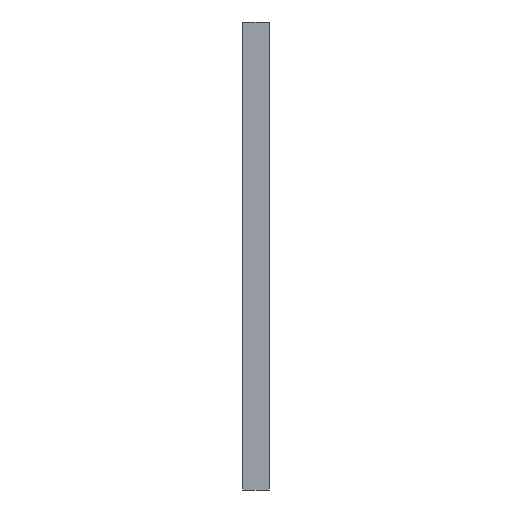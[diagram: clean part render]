
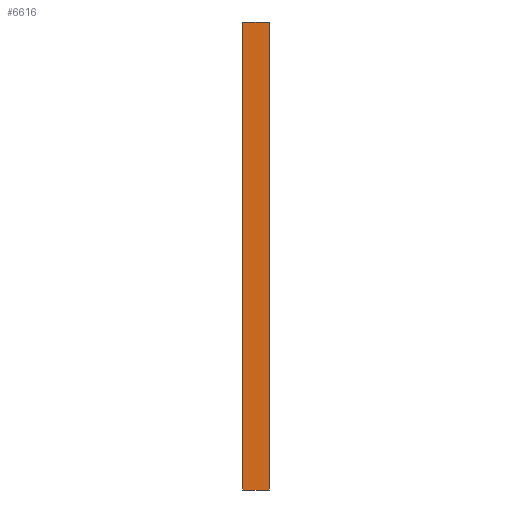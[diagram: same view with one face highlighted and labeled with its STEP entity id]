
A CAD part, left-side view. The second image highlights one B-rep face of the part: STEP entity #6616.
In plain terms, the highlighted planar face has unit normal (-1, 0, 0).
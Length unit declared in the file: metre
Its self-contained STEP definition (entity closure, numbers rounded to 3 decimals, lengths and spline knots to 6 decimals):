
#565=LINE('',#8491,#1211);
#689=LINE('',#9171,#1335);
#690=LINE('',#9173,#1336);
#691=LINE('',#9175,#1337);
#1211=VECTOR('',#7254,1.);
#1335=VECTOR('',#7402,1.);
#1336=VECTOR('',#7405,1.);
#1337=VECTOR('',#7406,1.);
#2132=ORIENTED_EDGE('',*,*,#4158,.F.);
#2133=ORIENTED_EDGE('',*,*,#4159,.F.);
#2134=ORIENTED_EDGE('',*,*,#3921,.T.);
#2135=ORIENTED_EDGE('',*,*,#4157,.T.);
#3921=EDGE_CURVE('',#4938,#4937,#565,.T.);
#4157=EDGE_CURVE('',#4937,#5169,#689,.T.);
#4158=EDGE_CURVE('',#5170,#5169,#690,.T.);
#4159=EDGE_CURVE('',#4938,#5170,#691,.T.);
#4937=VERTEX_POINT('',#8490);
#4938=VERTEX_POINT('',#8492);
#5169=VERTEX_POINT('',#9170);
#5170=VERTEX_POINT('',#9174);
#5622=EDGE_LOOP('',(#2132,#2133,#2134,#2135));
#6044=FACE_BOUND('',#5622,.T.);
#6436=PLANE('',#7006);
#6616=ADVANCED_FACE('',(#6044),#6436,.T.);
#7006=AXIS2_PLACEMENT_3D('',#9172,#7403,#7404);
#7254=DIRECTION('',(0.,0.,-1.));
#7402=DIRECTION('',(0.,-1.,0.));
#7403=DIRECTION('',(-1.,0.,0.));
#7404=DIRECTION('',(0.,1.,0.));
#7405=DIRECTION('',(0.,0.,-1.));
#7406=DIRECTION('',(0.,-1.,0.));
#8490=CARTESIAN_POINT('',(-0.041232,0.005,-0.044863));
#8491=CARTESIAN_POINT('',(-0.041232,0.005,-0.000496));
#8492=CARTESIAN_POINT('',(-0.041232,0.005,0.043872));
#9170=CARTESIAN_POINT('',(-0.041232,0.,-0.044863));
#9171=CARTESIAN_POINT('',(-0.041232,0.005,-0.044863));
#9172=CARTESIAN_POINT('',(-0.041232,0.005,-0.000496));
#9173=CARTESIAN_POINT('',(-0.041232,0.,-0.000496));
#9174=CARTESIAN_POINT('',(-0.041232,0.,0.043872));
#9175=CARTESIAN_POINT('',(-0.041232,0.005,0.043872));
